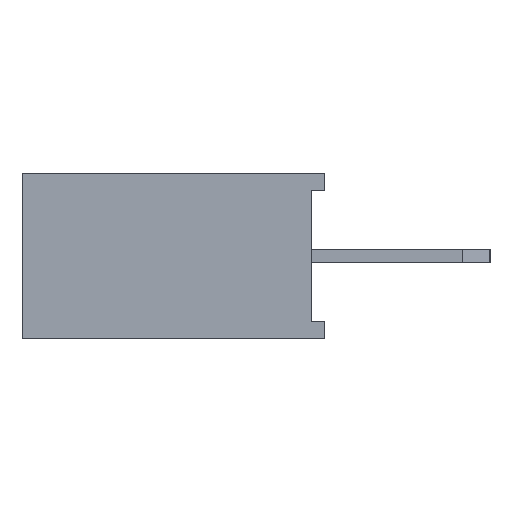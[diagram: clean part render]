
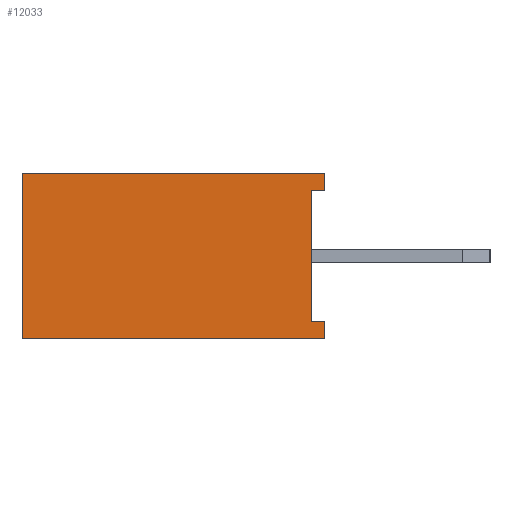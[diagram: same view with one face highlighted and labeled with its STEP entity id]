
A CAD part, left-side view. The second image highlights one B-rep face of the part: STEP entity #12033.
In plain terms, the highlighted planar face has unit normal (-1, 0, 0).
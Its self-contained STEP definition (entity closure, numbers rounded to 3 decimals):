
#5956=DIRECTION('',(0.,-1.,0.));
#5957=VECTOR('',#5956,4.4);
#5958=CARTESIAN_POINT('',(-1.25,0.,-1.2));
#5959=LINE('',#5958,#5957);
#5963=DIRECTION('',(0.,0.,-1.));
#5964=VECTOR('',#5963,2.4);
#5965=CARTESIAN_POINT('',(-1.25,0.,1.2));
#5966=LINE('',#5965,#5964);
#5970=DIRECTION('',(0.,1.,0.));
#5971=VECTOR('',#5970,4.4);
#5972=CARTESIAN_POINT('',(-1.25,-4.4,1.2));
#5973=LINE('',#5972,#5971);
#5977=DIRECTION('',(0.,0.,1.));
#5978=VECTOR('',#5977,0.25);
#5979=CARTESIAN_POINT('',(-1.25,-4.4,0.95));
#5980=LINE('',#5979,#5978);
#5984=DIRECTION('',(0.,-1.,0.));
#5985=VECTOR('',#5984,0.2);
#5986=CARTESIAN_POINT('',(-1.25,-4.2,0.95));
#5987=LINE('',#5986,#5985);
#5991=DIRECTION('',(0.,0.,1.));
#5992=VECTOR('',#5991,1.9);
#5993=CARTESIAN_POINT('',(-1.25,-4.2,-0.95));
#5994=LINE('',#5993,#5992);
#5998=DIRECTION('',(0.,1.,0.));
#5999=VECTOR('',#5998,0.2);
#6000=CARTESIAN_POINT('',(-1.25,-4.4,-0.95));
#6001=LINE('',#6000,#5999);
#6005=DIRECTION('',(0.,0.,1.));
#6006=VECTOR('',#6005,0.25);
#6007=CARTESIAN_POINT('',(-1.25,-4.4,-1.2));
#6008=LINE('',#6007,#6006);
#7162=CARTESIAN_POINT('',(-1.25,0.,-1.2));
#7163=CARTESIAN_POINT('',(-1.25,-4.4,-1.2));
#7164=VERTEX_POINT('',#7162);
#7165=VERTEX_POINT('',#7163);
#7166=CARTESIAN_POINT('',(-1.25,-4.4,-0.95));
#7167=VERTEX_POINT('',#7166);
#7168=CARTESIAN_POINT('',(-1.25,-4.2,-0.95));
#7169=VERTEX_POINT('',#7168);
#7170=CARTESIAN_POINT('',(-1.25,-4.2,0.95));
#7171=VERTEX_POINT('',#7170);
#7172=CARTESIAN_POINT('',(-1.25,-4.4,0.95));
#7173=VERTEX_POINT('',#7172);
#7174=CARTESIAN_POINT('',(-1.25,-4.4,1.2));
#7175=VERTEX_POINT('',#7174);
#7176=CARTESIAN_POINT('',(-1.25,0.,1.2));
#7177=VERTEX_POINT('',#7176);
#12018=CARTESIAN_POINT('',(-1.25,0.,0.));
#12019=DIRECTION('',(-1.,0.,0.));
#12020=DIRECTION('',(0.,0.,1.));
#12021=AXIS2_PLACEMENT_3D('',#12018,#12019,#12020);
#12022=PLANE('',#12021);
#12023=ORIENTED_EDGE('',*,*,#9959,.F.);
#12024=ORIENTED_EDGE('',*,*,#7205,.F.);
#12025=ORIENTED_EDGE('',*,*,#9925,.F.);
#12026=ORIENTED_EDGE('',*,*,#10380,.F.);
#12027=ORIENTED_EDGE('',*,*,#9719,.F.);
#12028=ORIENTED_EDGE('',*,*,#7556,.F.);
#12029=ORIENTED_EDGE('',*,*,#10647,.F.);
#12030=ORIENTED_EDGE('',*,*,#10394,.F.);
#12031=EDGE_LOOP('',(#12023,#12024,#12025,#12026,#12027,#12028,#12029,#12030));
#12032=FACE_OUTER_BOUND('',#12031,.F.);
#12033=ADVANCED_FACE('',(#12032),#12022,.T.);
#7205=EDGE_CURVE('',#7177,#7164,#5966,.T.);
#7556=EDGE_CURVE('',#7169,#7171,#5994,.T.);
#9719=EDGE_CURVE('',#7171,#7173,#5987,.T.);
#9925=EDGE_CURVE('',#7175,#7177,#5973,.T.);
#9959=EDGE_CURVE('',#7164,#7165,#5959,.T.);
#10380=EDGE_CURVE('',#7173,#7175,#5980,.T.);
#10394=EDGE_CURVE('',#7165,#7167,#6008,.T.);
#10647=EDGE_CURVE('',#7167,#7169,#6001,.T.);
